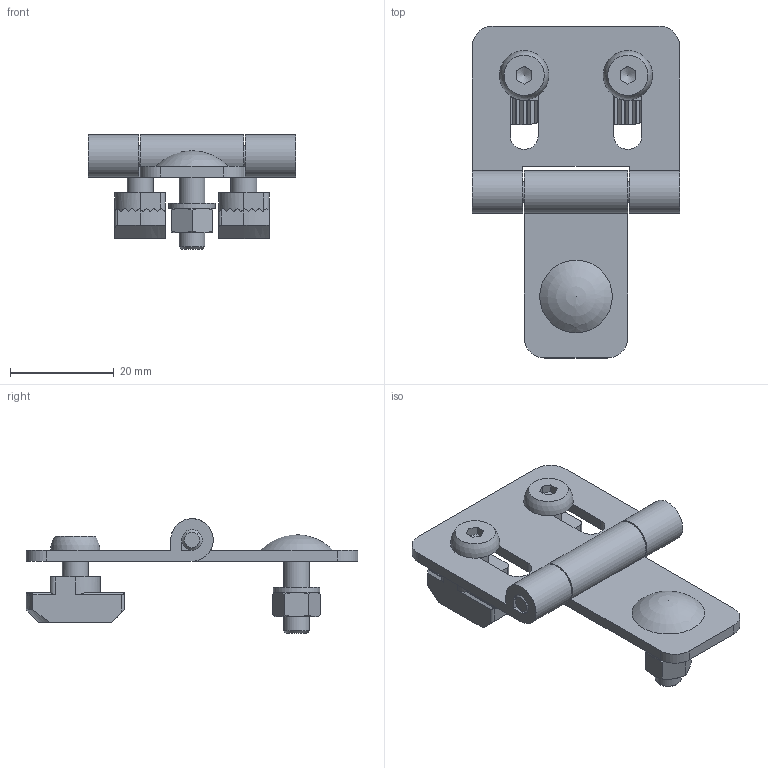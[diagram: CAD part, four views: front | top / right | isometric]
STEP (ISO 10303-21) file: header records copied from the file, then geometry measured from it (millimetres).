
FILE_DESCRIPTION(('STEP AP203'),'1');
FILE_NAME('SAFE10B1076.stp','2023-10-20T06:45:52',(' '),(' '),'Spatial InterOp 3D',' ',' ');
FILE_SCHEMA(('CONFIG_CONTROL_DESIGN'));
Length unit declared in the file: millimetre
Products named in the file (14): Kit de fixation; Vis BHC - M5x14; Ecrou tête rectangulaire 10 M5; Kit Charnière St; Charnière St; vis spe 5x16^SAFE00E1122; Ecrou hexagonal M5; Rondelle Z 5; 02^SAFE00E1122; axe^SAFE00E1122; 01^SAFE00E1122
Assembly tree (15 placements, depth 4):
  Kit Charnière St
    Kit de fixation
      Vis BHC - M5x14
      Ecrou tête rectangulaire 10 M5
    Kit de fixation
      Vis BHC - M5x14
      Ecrou tête rectangulaire 10 M5
    Charnière St
      Charnière St
        vis spe 5x16^SAFE00E1122
        Ecrou hexagonal M5
        Rondelle Z 5
        02^SAFE00E1122
      Charnière St
        axe^SAFE00E1122
        01^SAFE00E1122
Bounding box: 40 x 64 x 22.1 mm (x, y, z)
Volume: 8652.5 mm3; surface area: 9320.4 mm2
Topology: 10 solids, 11 shells, 262 faces, 700 edges, 461 vertices
Faces by surface type: plane 192, cylinder 43, cone 20, bspline 4, sphere 3
Full cylindrical faces by diameter (mm): 4 x2, 4.2 x3, 5 x7, 5.3 x1, 9 x1
Entity records: 8463 total; most frequent: CARTESIAN_POINT 1138, DIRECTION 903, ORIENTED_EDGE 839, EDGE_CURVE 420, PROPERTY_DEFINITION_REPRESENTATION 402, GENERAL_PROPERTY_ASSOCIATION 402, PROPERTY_DEFINITION 402, REPRESENTATION 402
